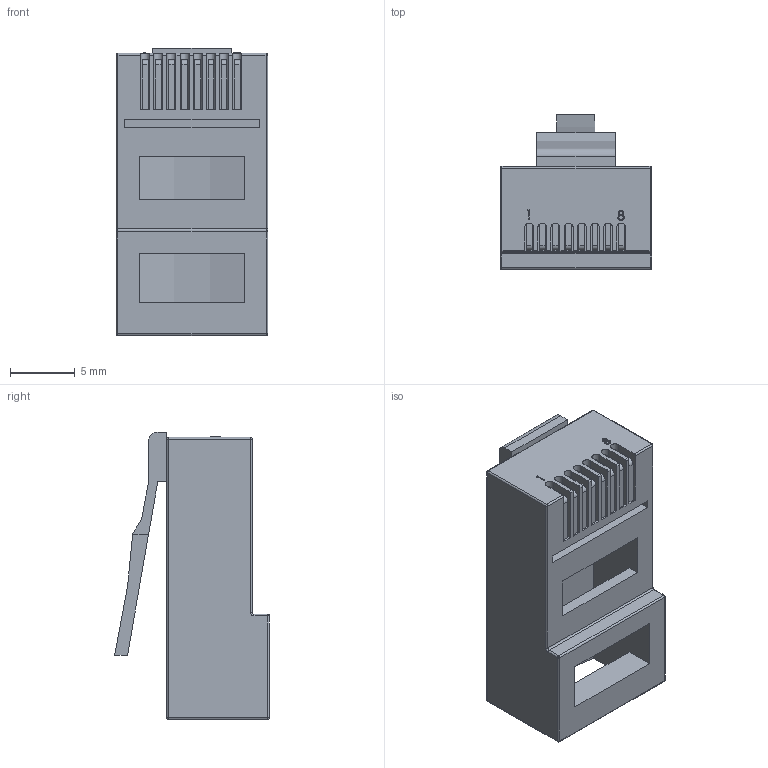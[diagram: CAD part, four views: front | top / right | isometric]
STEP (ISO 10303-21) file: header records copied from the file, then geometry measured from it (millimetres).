
FILE_DESCRIPTION (( 'STEP AP203' ), '1' );
FILE_NAME ('TSP3088R.STEP', '2006-06-30T18:57:00', ( ' ' ), ( ' ' ), 'SwSTEP 2.0', 'SolidWorks 2005354', '' );
FILE_SCHEMA (( 'CONFIG_CONTROL_DESIGN' ));
Length unit declared in the file: inch
Products named in the file (1): TSP3088R
Bounding box: 11.68 x 11.96 x 22.17 mm (x, y, z)
Volume: 1225 mm3; surface area: 1821.4 mm2
Topology: 1 solids, 1 shells, 178 faces, 490 edges, 308 vertices
Faces by surface type: plane 105, cylinder 44, bspline 17, sphere 10, torus 2
Entity records: 7089 total; most frequent: CARTESIAN_POINT 2566, ORIENTED_EDGE 960, DIRECTION 876, EDGE_CURVE 480, VECTOR 340, LINE 340, VERTEX_POINT 308, AXIS2_PLACEMENT_3D 268
